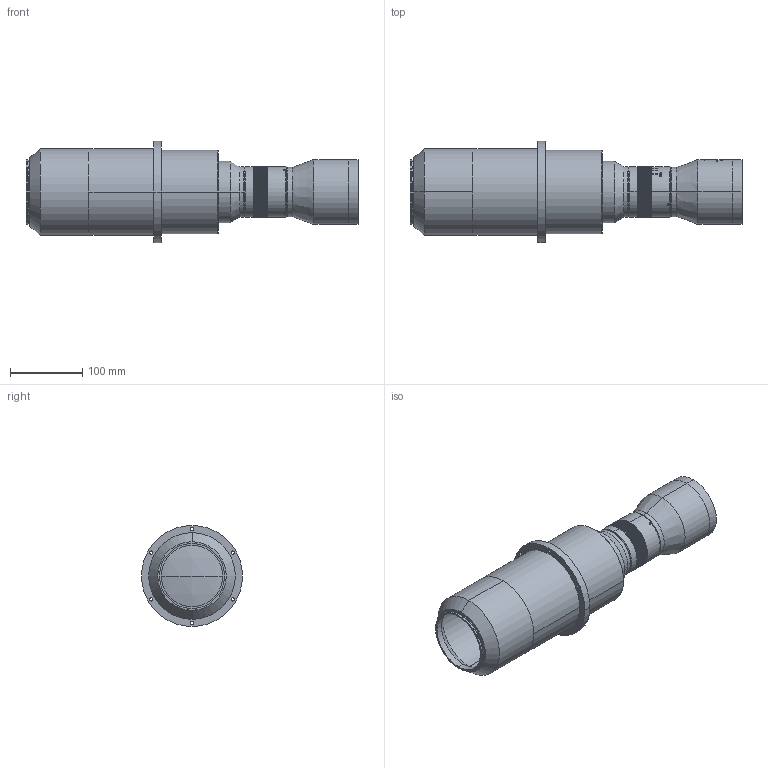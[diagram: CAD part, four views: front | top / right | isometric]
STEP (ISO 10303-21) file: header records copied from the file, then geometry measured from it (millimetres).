
FILE_DESCRIPTION (( 'STEP AP203' ), '1' );
FILE_NAME ('S5LPJ7212_M90_01.STEP', '2022-03-02T09:15:34', ( '' ), ( '' ), 'SwSTEP 2.0', 'SolidWorks 2021', '' );
FILE_SCHEMA (( 'CONFIG_CONTROL_DESIGN' ));
Length unit declared in the file: millimetre
Products named in the file (16): DIN 913 - M3 x 4-N_DIN 913 - M3 x 4-N; 558403; 558210; 277423_R„ndel; S5LDX7209_078; 558209; 558208; S5LDX7210_ 064; din en 28734 - 3 x 8 - a - st_DIN EN 28734 - 3 x 8 - A - St; 558204; 558402_S5LPJ7212_M90; 558207; S5LPJ7212_M90_01; 512911; 558603; 558206_Render
Assembly tree (25 placements, depth 2):
  S5LPJ7212_M90_01
    S5LDX7209_078
    S5LDX7210_ 064
    558204
    558206_Render
    558207
    558208
    558209
    558210
    277423_R„ndel
    558402_S5LPJ7212_M90
    512911
    DIN 913 - M3 x 4-N_DIN 913 - M3 x 4-N  x11
    din en 28734 - 3 x 8 - a - st_DIN EN 28734 - 3 x 8 - A - St
    558403
    558603
Bounding box: 459.87 x 140 x 140 mm (x, y, z)
Volume: 1533433.4 mm3; surface area: 420531.2 mm2
Topology: 25 solids, 25 shells, 1358 faces, 4000 edges, 2800 vertices
Faces by surface type: plane 611, cylinder 535, cone 140, torus 64, sphere 8
Entity records: 51782 total; most frequent: CARTESIAN_POINT 15967, ORIENTED_EDGE 7332, DIRECTION 6921, EDGE_CURVE 3666, VERTEX_POINT 2600, AXIS2_PLACEMENT_3D 2449, VECTOR 2023, LINE 2023
